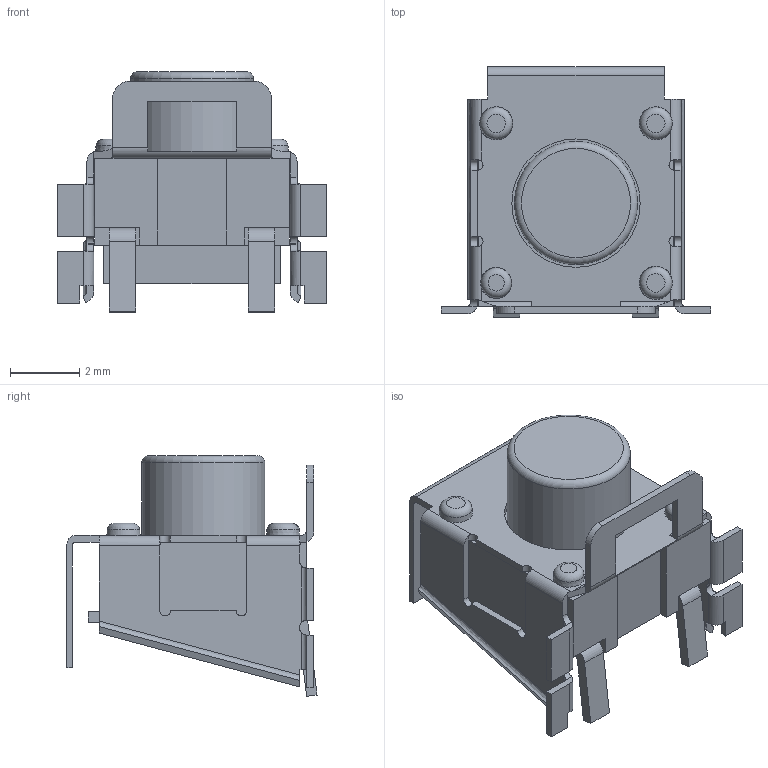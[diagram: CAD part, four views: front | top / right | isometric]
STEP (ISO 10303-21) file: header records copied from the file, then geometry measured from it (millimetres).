
FILE_DESCRIPTION(/* description */ (''),/* implementation_level */ '2;1');
FILE_NAME(/* name */ 'TL3360AFxxxKR.stp',/* time_stamp */ '2025-06-04T11:41:47-05:00',/* author */ ('mroman'),/* organization */ (''),/* preprocessor_version */ 'ST-DEVELOPER v18.1',/* originating_system */ 'Autodesk Inventor 2022',/* authorisation */ '');
FILE_SCHEMA (('AUTOMOTIVE_DESIGN { 1 0 10303 214 3 1 1 }'));
Length unit declared in the file: centimetre
Products named in the file (1): TL3360AFxxxKR
Bounding box: 7.77 x 7.21 x 6.94 mm (x, y, z)
Volume: 110.6 mm3; surface area: 397.4 mm2
Topology: 1 solids, 2 shells, 190 faces, 528 edges, 340 vertices
Faces by surface type: plane 131, cylinder 45, torus 5, cone 5, bspline 4
Full cylindrical faces by diameter (mm): 3.55 x1, 3.7 x1, 5 x1, 5.1 x1
Entity records: 6178 total; most frequent: CARTESIAN_POINT 1215, ORIENTED_EDGE 1056, DIRECTION 1011, EDGE_CURVE 528, LINE 379, VECTOR 379, VERTEX_POINT 340, AXIS2_PLACEMENT_3D 316
